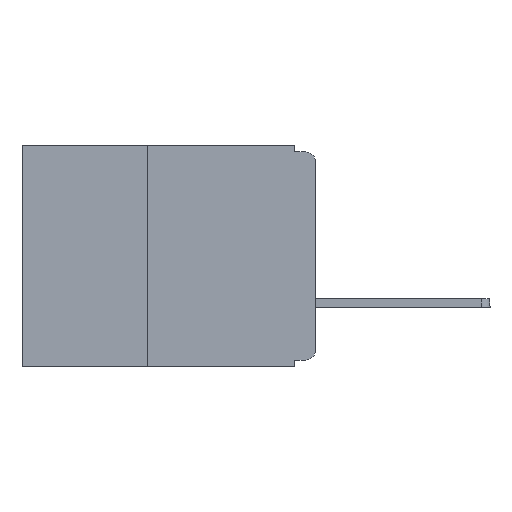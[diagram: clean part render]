
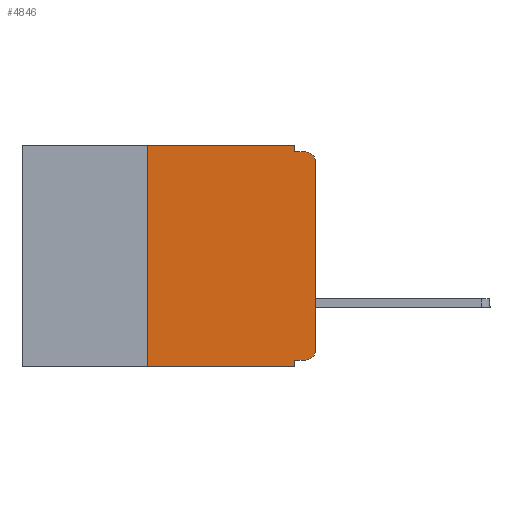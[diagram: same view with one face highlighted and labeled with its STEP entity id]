
A CAD part, left-side view. The second image highlights one B-rep face of the part: STEP entity #4846.
In plain terms, the highlighted planar face has unit normal (-1, 0, 0).
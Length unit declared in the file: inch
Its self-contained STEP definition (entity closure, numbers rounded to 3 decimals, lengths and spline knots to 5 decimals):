
#382 = CARTESIAN_POINT ( 'NONE',  ( 0., 0.031, -0.33 ) ) ;
#681 = EDGE_CURVE ( 'NONE', #7416, #3389, #13842, .T. ) ;
#699 = DIRECTION ( 'NONE',  ( 0., 0., -1. ) ) ;
#723 = AXIS2_PLACEMENT_3D ( 'NONE', #12232, #12201, #12183 ) ;
#832 = VECTOR ( 'NONE', #3797, 39.37008 ) ;
#872 = DIRECTION ( 'NONE',  ( 0., -1., 0. ) ) ;
#1374 = CARTESIAN_POINT ( 'NONE',  ( 0., 0.437, -0.33 ) ) ;
#1405 = DIRECTION ( 'NONE',  ( 0., -1., 0. ) ) ;
#1852 = VECTOR ( 'NONE', #6274, 39.37008 ) ;
#1962 = EDGE_CURVE ( 'NONE', #10046, #12433, #7544, .T. ) ;
#2240 = DIRECTION ( 'NONE',  ( 0., 0., 1. ) ) ;
#2265 = LINE ( 'NONE', #1374, #5289 ) ;
#2354 = CARTESIAN_POINT ( 'NONE',  ( 0., 0.25, -0.33 ) ) ;
#2382 = CARTESIAN_POINT ( 'NONE',  ( 0., 0.031, -0.01 ) ) ;
#2407 = VERTEX_POINT ( 'NONE', #8786 ) ;
#2674 = ORIENTED_EDGE ( 'NONE', *, *, #681, .T. ) ;
#2708 = ORIENTED_EDGE ( 'NONE', *, *, #10118, .T. ) ;
#2850 = ORIENTED_EDGE ( 'NONE', *, *, #1962, .F. ) ;
#2985 = ORIENTED_EDGE ( 'NONE', *, *, #5557, .F. ) ;
#3194 = ORIENTED_EDGE ( 'NONE', *, *, #12685, .F. ) ;
#3209 = ORIENTED_EDGE ( 'NONE', *, *, #5806, .F. ) ;
#3284 = ORIENTED_EDGE ( 'NONE', *, *, #5901, .T. ) ;
#3330 = ORIENTED_EDGE ( 'NONE', *, *, #5998, .F. ) ;
#3367 = CARTESIAN_POINT ( 'NONE',  ( 0., 0.437, 0. ) ) ;
#3389 = VERTEX_POINT ( 'NONE', #5707 ) ;
#3431 = ORIENTED_EDGE ( 'NONE', *, *, #10853, .F. ) ;
#3682 = ORIENTED_EDGE ( 'NONE', *, *, #5583, .T. ) ;
#3797 = DIRECTION ( 'NONE',  ( 0., -1., 0. ) ) ;
#4282 = VERTEX_POINT ( 'NONE', #7749 ) ;
#4738 = DIRECTION ( 'NONE',  ( 0., 0., -1. ) ) ;
#4757 = DIRECTION ( 'NONE',  ( -1., 0., 0. ) ) ;
#4779 = CARTESIAN_POINT ( 'NONE',  ( 0., 0.015, -0.305 ) ) ;
#4846 = ADVANCED_FACE ( 'NONE', ( #12352 ), #12293, .F. ) ;
#5057 = DIRECTION ( 'NONE',  ( 0., 0., -1. ) ) ;
#5181 = VECTOR ( 'NONE', #872, 39.37008 ) ;
#5195 = CARTESIAN_POINT ( 'NONE',  ( 0., 0.015, -0.025 ) ) ;
#5273 = CARTESIAN_POINT ( 'NONE',  ( 0., 0.031, 0. ) ) ;
#5289 = VECTOR ( 'NONE', #1405, 39.37008 ) ;
#5363 = CARTESIAN_POINT ( 'NONE',  ( 0., 0.25, 0. ) ) ;
#5557 = EDGE_CURVE ( 'NONE', #2407, #10046, #13873, .T. ) ;
#5583 = EDGE_CURVE ( 'NONE', #8882, #7416, #12950, .T. ) ;
#5606 = CARTESIAN_POINT ( 'NONE',  ( 0., 0., -0.32 ) ) ;
#5707 = CARTESIAN_POINT ( 'NONE',  ( 0., 0., -0.025 ) ) ;
#5806 = EDGE_CURVE ( 'NONE', #11607, #9932, #12775, .T. ) ;
#5901 = EDGE_CURVE ( 'NONE', #11607, #4282, #2265, .T. ) ;
#5998 = EDGE_CURVE ( 'NONE', #11390, #4282, #7395, .T. ) ;
#6274 = DIRECTION ( 'NONE',  ( 0., 0., 1. ) ) ;
#6451 = DIRECTION ( 'NONE',  ( 0., 0., -1. ) ) ;
#7009 = VECTOR ( 'NONE', #699, 39.37008 ) ;
#7123 = CARTESIAN_POINT ( 'NONE',  ( 0., 0., -0.305 ) ) ;
#7395 = LINE ( 'NONE', #382, #7009 ) ;
#7416 = VERTEX_POINT ( 'NONE', #7123 ) ;
#7420 = VECTOR ( 'NONE', #14418, 39.37008 ) ;
#7544 = LINE ( 'NONE', #13518, #832 ) ;
#7749 = CARTESIAN_POINT ( 'NONE',  ( 0., 0.031, -0.33 ) ) ;
#7803 = VECTOR ( 'NONE', #5057, 39.37008 ) ;
#7826 = CARTESIAN_POINT ( 'NONE',  ( 0., 0.015, -0.32 ) ) ;
#8439 = LINE ( 'NONE', #3367, #5181 ) ;
#8613 = EDGE_LOOP ( 'NONE', ( #2674, #2708, #2850, #2985, #3194, #3209, #3284, #3330, #3431, #3682 ) ) ;
#8786 = CARTESIAN_POINT ( 'NONE',  ( 0., 0.031, 0. ) ) ;
#8882 = VERTEX_POINT ( 'NONE', #7826 ) ;
#9015 = CARTESIAN_POINT ( 'NONE',  ( 0., 0.031, -0.32 ) ) ;
#9295 = CARTESIAN_POINT ( 'NONE',  ( 0., 0.25, -0.33 ) ) ;
#9882 = AXIS2_PLACEMENT_3D ( 'NONE', #5195, #13139, #6451 ) ;
#9932 = VERTEX_POINT ( 'NONE', #5363 ) ;
#10029 = VECTOR ( 'NONE', #2240, 39.37008 ) ;
#10046 = VERTEX_POINT ( 'NONE', #2382 ) ;
#10118 = EDGE_CURVE ( 'NONE', #3389, #12433, #14663, .T. ) ;
#10548 = LINE ( 'NONE', #5606, #7420 ) ;
#10853 = EDGE_CURVE ( 'NONE', #8882, #11390, #10548, .T. ) ;
#11390 = VERTEX_POINT ( 'NONE', #9015 ) ;
#11607 = VERTEX_POINT ( 'NONE', #9295 ) ;
#11852 = AXIS2_PLACEMENT_3D ( 'NONE', #4779, #4757, #4738 ) ;
#12183 = DIRECTION ( 'NONE',  ( 0., 0., -1. ) ) ;
#12201 = DIRECTION ( 'NONE',  ( 1., 0., 0. ) ) ;
#12232 = CARTESIAN_POINT ( 'NONE',  ( 0., 0.437, 0. ) ) ;
#12293 = PLANE ( 'NONE',  #723 ) ;
#12352 = FACE_OUTER_BOUND ( 'NONE', #8613, .T. ) ;
#12360 = CARTESIAN_POINT ( 'NONE',  ( 0., 0., 0. ) ) ;
#12433 = VERTEX_POINT ( 'NONE', #13515 ) ;
#12685 = EDGE_CURVE ( 'NONE', #9932, #2407, #8439, .T. ) ;
#12775 = LINE ( 'NONE', #2354, #10029 ) ;
#12950 = CIRCLE ( 'NONE', #11852, 0.015 ) ;
#13139 = DIRECTION ( 'NONE',  ( -1., 0., 0. ) ) ;
#13515 = CARTESIAN_POINT ( 'NONE',  ( 0., 0.015, -0.01 ) ) ;
#13518 = CARTESIAN_POINT ( 'NONE',  ( 0., 0., -0.01 ) ) ;
#13842 = LINE ( 'NONE', #12360, #1852 ) ;
#13873 = LINE ( 'NONE', #5273, #7803 ) ;
#14418 = DIRECTION ( 'NONE',  ( 0., 1., 0. ) ) ;
#14663 = CIRCLE ( 'NONE', #9882, 0.015 ) ;
